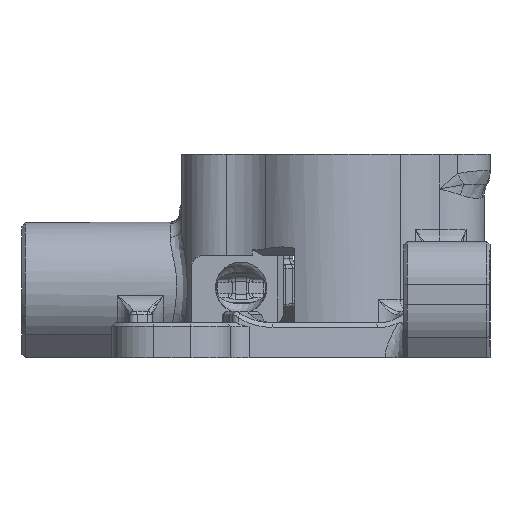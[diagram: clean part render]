
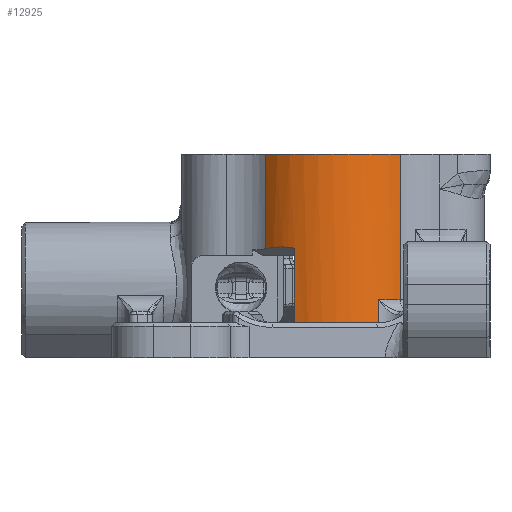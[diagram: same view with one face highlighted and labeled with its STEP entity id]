
A CAD part, left-side view. The second image highlights one B-rep face of the part: STEP entity #12925.
In plain terms, the highlighted cylindrical face has radius 8 mm (diameter 16 mm), a partial arc.
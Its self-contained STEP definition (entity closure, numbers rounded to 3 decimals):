
#662=CIRCLE('',#13441,8.);
#837=CIRCLE('',#13776,8.);
#916=CIRCLE('',#14069,8.);
#948=CIRCLE('',#14156,8.);
#1195=CYLINDRICAL_SURFACE('',#14155,8.);
#1950=ELLIPSE('',#13119,11.314,8.);
#5101=ORIENTED_EDGE('',*,*,#7551,.T.);
#5102=ORIENTED_EDGE('',*,*,#5966,.T.);
#5103=ORIENTED_EDGE('',*,*,#6015,.F.);
#5104=ORIENTED_EDGE('',*,*,#7552,.T.);
#5105=ORIENTED_EDGE('',*,*,#7553,.F.);
#5106=ORIENTED_EDGE('',*,*,#7461,.T.);
#5107=ORIENTED_EDGE('',*,*,#6976,.T.);
#5108=ORIENTED_EDGE('',*,*,#7121,.T.);
#5109=ORIENTED_EDGE('',*,*,#6606,.F.);
#5110=ORIENTED_EDGE('',*,*,#6592,.F.);
#5966=EDGE_CURVE('',#7902,#7900,#1950,.T.);
#6015=EDGE_CURVE('',#7937,#7900,#9054,.T.);
#6592=EDGE_CURVE('',#8402,#8403,#662,.T.);
#6606=EDGE_CURVE('',#8403,#8414,#9250,.T.);
#6976=EDGE_CURVE('',#8678,#8679,#9397,.T.);
#7121=EDGE_CURVE('',#8679,#8414,#837,.T.);
#7461=EDGE_CURVE('',#8819,#8678,#916,.T.);
#7551=EDGE_CURVE('',#8402,#7902,#9563,.T.);
#7552=EDGE_CURVE('',#7937,#8848,#948,.T.);
#7553=EDGE_CURVE('',#8819,#8848,#9564,.T.);
#7900=VERTEX_POINT('',#17808);
#7902=VERTEX_POINT('',#17811);
#7937=VERTEX_POINT('',#17935);
#8402=VERTEX_POINT('',#20466);
#8403=VERTEX_POINT('',#20468);
#8414=VERTEX_POINT('',#20495);
#8678=VERTEX_POINT('',#21964);
#8679=VERTEX_POINT('',#21965);
#8819=VERTEX_POINT('',#25786);
#8848=VERTEX_POINT('',#26793);
#9054=LINE('',#17934,#9715);
#9250=LINE('',#20494,#9911);
#9397=LINE('',#21963,#10058);
#9563=LINE('',#26791,#10224);
#9564=LINE('',#26794,#10225);
#9715=VECTOR('',#14528,1000.);
#9911=VECTOR('',#15348,1000.);
#10058=VECTOR('',#15931,1000.);
#10224=VECTOR('',#17071,1000.);
#10225=VECTOR('',#17074,1000.);
#11015=EDGE_LOOP('',(#5101,#5102,#5103,#5104,#5105,#5106,#5107,#5108,#5109,
#5110));
#11899=FACE_BOUND('',#11015,.T.);
#12925=ADVANCED_FACE('',(#11899),#1195,.T.);
#13119=AXIS2_PLACEMENT_3D('',#17810,#14452,#14453);
#13441=AXIS2_PLACEMENT_3D('',#20467,#15322,#15323);
#13776=AXIS2_PLACEMENT_3D('',#22829,#16173,#16174);
#14069=AXIS2_PLACEMENT_3D('',#25785,#16883,#16884);
#14155=AXIS2_PLACEMENT_3D('',#26790,#17069,#17070);
#14156=AXIS2_PLACEMENT_3D('',#26792,#17072,#17073);
#14452=DIRECTION('',(0.581,-0.403,0.707));
#14453=DIRECTION('',(0.581,-0.403,-0.707));
#14528=DIRECTION('',(0.,0.,1.));
#15322=DIRECTION('',(0.,0.,1.));
#15323=DIRECTION('',(1.,0.,0.));
#15348=DIRECTION('',(0.,0.,-1.));
#15931=DIRECTION('',(0.,0.,1.));
#16173=DIRECTION('',(0.,0.,1.));
#16174=DIRECTION('',(1.,0.,0.));
#16883=DIRECTION('',(0.,0.,1.));
#16884=DIRECTION('',(1.,0.,0.));
#17069=DIRECTION('',(0.,0.,-1.));
#17070=DIRECTION('',(-1.,0.,0.));
#17071=DIRECTION('',(0.,0.,-1.));
#17072=DIRECTION('',(0.,0.,1.));
#17073=DIRECTION('',(1.,0.,0.));
#17074=DIRECTION('',(0.,0.,1.));
#17808=CARTESIAN_POINT('',(-7.279,3.319,9.41));
#17810=CARTESIAN_POINT('',(0.,0.,1.537));
#17811=CARTESIAN_POINT('',(-5.533,5.778,9.375));
#17934=CARTESIAN_POINT('',(-7.279,3.319,17.5));
#17935=CARTESIAN_POINT('',(-7.279,3.319,3.046));
#20466=CARTESIAN_POINT('',(-5.533,5.778,17.5));
#20467=CARTESIAN_POINT('',(0.,0.,17.5));
#20468=CARTESIAN_POINT('',(-5.533,-5.778,17.5));
#20494=CARTESIAN_POINT('',(-5.533,-5.778,17.5));
#20495=CARTESIAN_POINT('',(-5.533,-5.778,5.));
#21963=CARTESIAN_POINT('',(-7.,-3.874,17.5));
#21964=CARTESIAN_POINT('',(-7.,-3.874,0.3));
#21965=CARTESIAN_POINT('',(-7.,-3.874,5.));
#22829=CARTESIAN_POINT('',(0.,0.,5.));
#25785=CARTESIAN_POINT('',(0.,0.,0.3));
#25786=CARTESIAN_POINT('',(-7.302,3.269,0.3));
#26790=CARTESIAN_POINT('',(0.,0.,17.5));
#26791=CARTESIAN_POINT('',(-5.533,5.778,17.5));
#26792=CARTESIAN_POINT('',(0.,0.,3.046));
#26793=CARTESIAN_POINT('',(-7.302,3.269,3.046));
#26794=CARTESIAN_POINT('',(-7.302,3.269,1.673));
